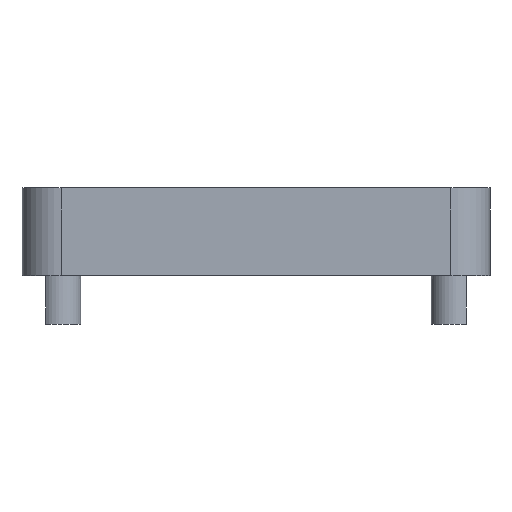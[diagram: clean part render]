
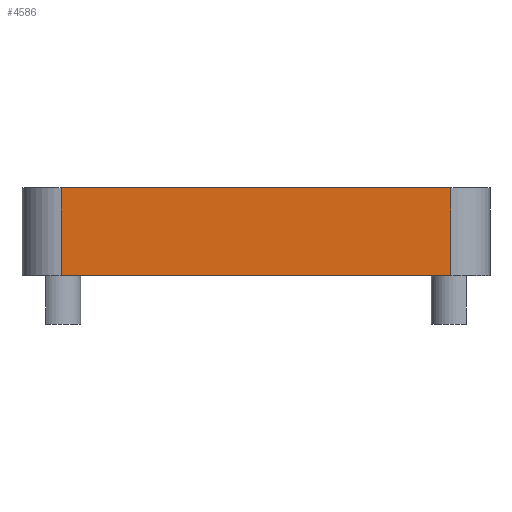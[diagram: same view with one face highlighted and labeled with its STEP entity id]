
A CAD part, front view. The second image highlights one B-rep face of the part: STEP entity #4586.
In plain terms, the highlighted planar face has unit normal (0, -1, 0).
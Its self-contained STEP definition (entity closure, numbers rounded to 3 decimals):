
#250 = DIRECTION ( 'NONE',  ( 1., 0., 0. ) ) ;
#252 = DIRECTION ( 'NONE',  ( 1., 0., 0. ) ) ;
#582 = CARTESIAN_POINT ( 'NONE',  ( 0., -4.4, 6.2 ) ) ;
#602 = LINE ( 'NONE', #2391, #1524 ) ;
#642 = VERTEX_POINT ( 'NONE', #3370 ) ;
#842 = EDGE_CURVE ( 'NONE', #1571, #3673, #5486, .T. ) ;
#972 = ORIENTED_EDGE ( 'NONE', *, *, #2137, .T. ) ;
#999 = VECTOR ( 'NONE', #2204, 1000. ) ;
#1393 = VERTEX_POINT ( 'NONE', #5141 ) ;
#1504 = EDGE_CURVE ( 'NONE', #642, #1393, #2288, .T. ) ;
#1524 = VECTOR ( 'NONE', #2333, 1000. ) ;
#1571 = VERTEX_POINT ( 'NONE', #5398 ) ;
#2137 = EDGE_CURVE ( 'NONE', #642, #1571, #2451, .T. ) ;
#2204 = DIRECTION ( 'NONE',  ( 1., 0., 0. ) ) ;
#2267 = ORIENTED_EDGE ( 'NONE', *, *, #1504, .F. ) ;
#2288 = LINE ( 'NONE', #582, #999 ) ;
#2333 = DIRECTION ( 'NONE',  ( 0., 0., 1. ) ) ;
#2391 = CARTESIAN_POINT ( 'NONE',  ( 24.85, -4.4, -5. ) ) ;
#2451 = LINE ( 'NONE', #2934, #5067 ) ;
#2840 = ORIENTED_EDGE ( 'NONE', *, *, #4904, .T. ) ;
#2934 = CARTESIAN_POINT ( 'NONE',  ( -24.85, -4.4, -5. ) ) ;
#3280 = FACE_OUTER_BOUND ( 'NONE', #5611, .T. ) ;
#3370 = CARTESIAN_POINT ( 'NONE',  ( -24.85, -4.4, 6.2 ) ) ;
#3673 = VERTEX_POINT ( 'NONE', #4740 ) ;
#3676 = CARTESIAN_POINT ( 'NONE',  ( 0., -4.4, -5. ) ) ;
#3736 = DIRECTION ( 'NONE',  ( 0., -1., 0. ) ) ;
#4134 = PLANE ( 'NONE',  #4176 ) ;
#4176 = AXIS2_PLACEMENT_3D ( 'NONE', #5066, #3736, #252 ) ;
#4254 = DIRECTION ( 'NONE',  ( 0., 0., -1. ) ) ;
#4586 = ADVANCED_FACE ( 'NONE', ( #3280 ), #4134, .T. ) ;
#4740 = CARTESIAN_POINT ( 'NONE',  ( 24.85, -4.4, -5. ) ) ;
#4805 = ORIENTED_EDGE ( 'NONE', *, *, #842, .T. ) ;
#4904 = EDGE_CURVE ( 'NONE', #3673, #1393, #602, .T. ) ;
#5066 = CARTESIAN_POINT ( 'NONE',  ( -27.85, -4.4, -5. ) ) ;
#5067 = VECTOR ( 'NONE', #4254, 1000. ) ;
#5141 = CARTESIAN_POINT ( 'NONE',  ( 24.85, -4.4, 6.2 ) ) ;
#5166 = VECTOR ( 'NONE', #250, 1000. ) ;
#5398 = CARTESIAN_POINT ( 'NONE',  ( -24.85, -4.4, -5. ) ) ;
#5486 = LINE ( 'NONE', #3676, #5166 ) ;
#5611 = EDGE_LOOP ( 'NONE', ( #4805, #2840, #2267, #972 ) ) ;
